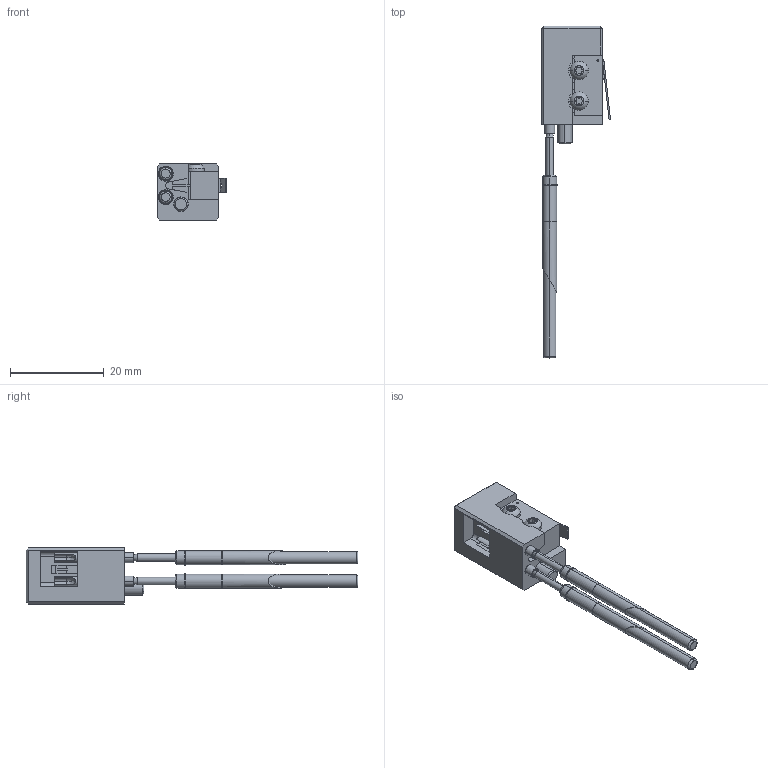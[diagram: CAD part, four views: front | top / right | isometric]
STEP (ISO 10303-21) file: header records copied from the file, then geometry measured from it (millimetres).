
FILE_DESCRIPTION (( 'STEP AP214' ), '1' );
FILE_NAME ('105850~0.STEP', '2019-09-03T08:26:45', ( '' ), ( '' ), 'SwSTEP 2.0', 'SolidWorks 2018', '' );
FILE_SCHEMA (( 'AUTOMOTIVE_DESIGN' ));
Length unit declared in the file: millimetre
Products named in the file (8): 104654~0_bet„tigt<S>; 105849~0_S; KT-Master~-k-t_KT-254 L3 E02-30; GKS-114-0007~-g-k-s_Hub = 10,5 <S>; DIN7991~n_M03,0x025; ISO7380~n_M02,0x008; 105850~0; KS-113-Master~-k-s_KS-113 23
Assembly tree (11 placements, depth 2):
  105850~0
    105849~0_S
    104654~0_bet„tigt<S>
    KT-Master~-k-t_KT-254 L3 E02-30  x2
    KS-113-Master~-k-s_KS-113 23  x2
    GKS-114-0007~-g-k-s_Hub = 10,5 <S>  x2
    ISO7380~n_M02,0x008  x2
    DIN7991~n_M03,0x025
Bounding box: 14.7 x 70.8 x 12 mm (x, y, z)
Volume: 3485.2 mm3; surface area: 4437.5 mm2
Topology: 17 solids, 17 shells, 766 faces, 1966 edges, 1238 vertices
Faces by surface type: plane 372, cylinder 326, cone 50, bspline 10, torus 8
Entity records: 21802 total; most frequent: CARTESIAN_POINT 8201, ORIENTED_EDGE 2630, DIRECTION 2319, EDGE_CURVE 1315, VERTEX_POINT 837, AXIS2_PLACEMENT_3D 829, VECTOR 661, LINE 661
